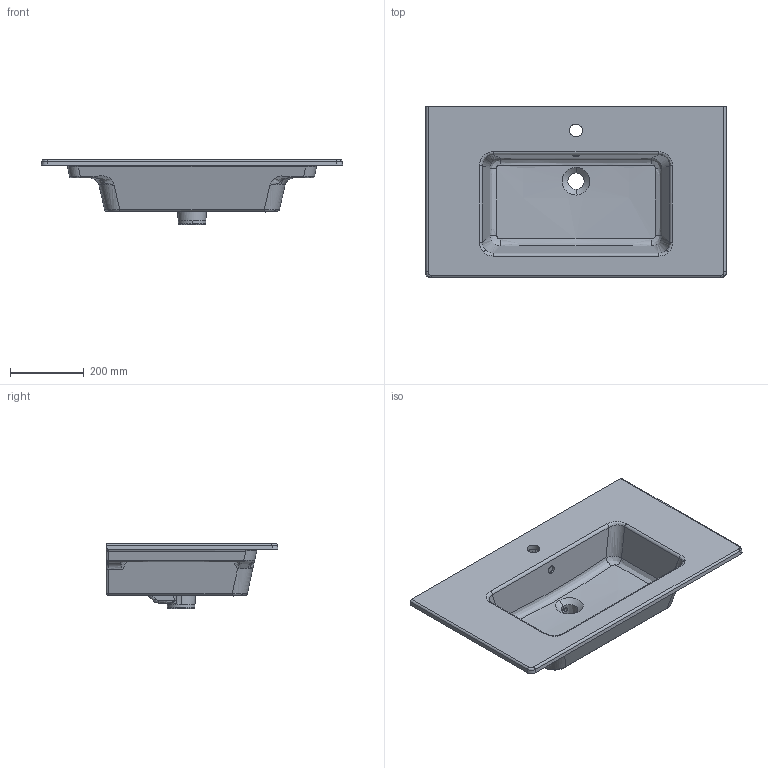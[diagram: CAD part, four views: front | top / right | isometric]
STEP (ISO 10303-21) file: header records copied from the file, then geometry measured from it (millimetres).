
FILE_DESCRIPTION (( 'STEP AP214' ), '1' );
FILE_NAME ('UN080B_STEP_V10321.STEP', '2021-03-12T16:34:06', ( '' ), ( '' ), 'SwSTEP 2.0', 'SolidWorks 2019', '' );
FILE_SCHEMA (( 'AUTOMOTIVE_DESIGN' ));
Length unit declared in the file: millimetre
Products named in the file (1): UN080B_STEP_V10321
Bounding box: 815 x 465 x 176 mm (x, y, z)
Volume: 15533552.9 mm3; surface area: 1709232.7 mm2
Topology: 2 solids, 2 shells, 584 faces, 1484 edges, 893 vertices
Faces by surface type: bspline 533, cylinder 26, plane 20, torus 3, sphere 2
Entity records: 66386 total; most frequent: CARTESIAN_POINT 57376, ORIENTED_EDGE 2952, EDGE_CURVE 1476, B_SPLINE_CURVE_WITH_KNOTS 1101, VERTEX_POINT 893, EDGE_LOOP 599, FACE_OUTER_BOUND 584, ADVANCED_FACE 584
